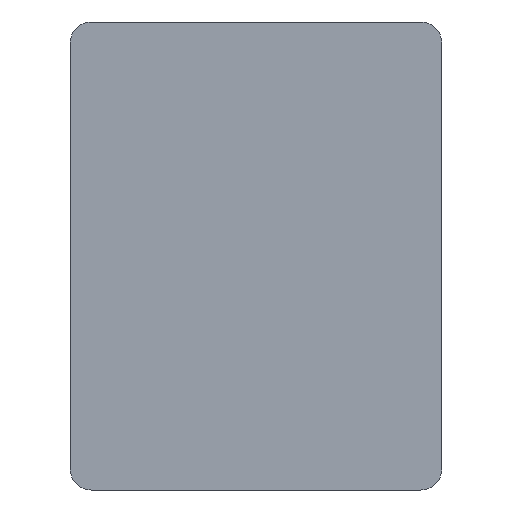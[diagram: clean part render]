
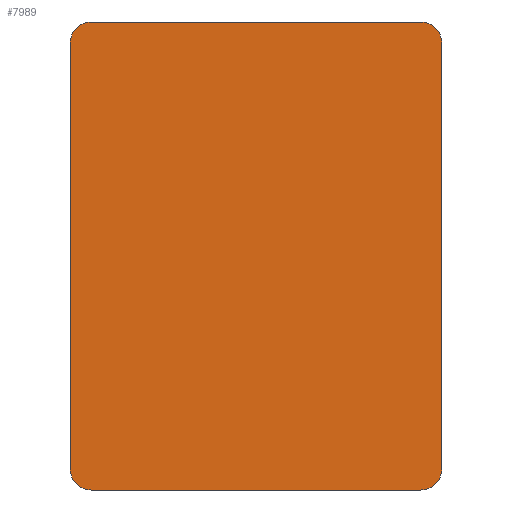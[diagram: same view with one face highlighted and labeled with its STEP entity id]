
A CAD part, front view. The second image highlights one B-rep face of the part: STEP entity #7989.
In plain terms, the highlighted planar face has unit normal (0, -1, 0).
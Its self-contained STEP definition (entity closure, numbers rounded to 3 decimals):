
#91=CIRCLE('',#8031,3.);
#92=CIRCLE('',#8034,3.);
#93=CIRCLE('',#8337,3.);
#94=CIRCLE('',#8340,3.);
#435=FACE_OUTER_BOUND('',#833,.T.);
#833=EDGE_LOOP('',(#7319,#7320,#7321,#7322,#7323,#7324,#7325,#7326));
#894=LINE('',#10332,#2030);
#949=LINE('',#10444,#2085);
#1966=LINE('',#12422,#3102);
#1969=LINE('',#12430,#3105);
#2030=VECTOR('',#8484,10.);
#2085=VECTOR('',#8545,10.);
#3102=VECTOR('',#10162,10.);
#3105=VECTOR('',#10171,10.);
#3155=VERTEX_POINT('',#10324);
#3156=VERTEX_POINT('',#10326);
#3157=VERTEX_POINT('',#10330);
#3210=VERTEX_POINT('',#10438);
#3211=VERTEX_POINT('',#10442);
#3872=VERTEX_POINT('',#12421);
#3873=VERTEX_POINT('',#12425);
#3874=VERTEX_POINT('',#12429);
#3944=EDGE_CURVE('',#3156,#3155,#91,.T.);
#3947=EDGE_CURVE('',#3155,#3157,#894,.T.);
#4001=EDGE_CURVE('',#3157,#3210,#92,.T.);
#4003=EDGE_CURVE('',#3210,#3211,#949,.T.);
#5020=EDGE_CURVE('',#3872,#3156,#1966,.T.);
#5022=EDGE_CURVE('',#3873,#3872,#93,.T.);
#5024=EDGE_CURVE('',#3874,#3873,#1969,.T.);
#5026=EDGE_CURVE('',#3211,#3874,#94,.T.);
#7319=ORIENTED_EDGE('',*,*,#5026,.T.);
#7320=ORIENTED_EDGE('',*,*,#5024,.T.);
#7321=ORIENTED_EDGE('',*,*,#5022,.T.);
#7322=ORIENTED_EDGE('',*,*,#5020,.T.);
#7323=ORIENTED_EDGE('',*,*,#3944,.T.);
#7324=ORIENTED_EDGE('',*,*,#3947,.T.);
#7325=ORIENTED_EDGE('',*,*,#4001,.T.);
#7326=ORIENTED_EDGE('',*,*,#4003,.T.);
#7655=PLANE('',#8341);
#7989=ADVANCED_FACE('',(#435),#7655,.T.);
#8031=AXIS2_PLACEMENT_3D('',#10327,#8478,#8479);
#8034=AXIS2_PLACEMENT_3D('',#10440,#8540,#8541);
#8337=AXIS2_PLACEMENT_3D('',#12426,#10166,#10167);
#8340=AXIS2_PLACEMENT_3D('',#12433,#10175,#10176);
#8341=AXIS2_PLACEMENT_3D('',#12434,#10177,#10178);
#8478=DIRECTION('center_axis',(0.,-1.,0.));
#8479=DIRECTION('ref_axis',(1.,0.,0.));
#8484=DIRECTION('',(-1.,0.,0.));
#8540=DIRECTION('center_axis',(0.,-1.,0.));
#8541=DIRECTION('ref_axis',(0.,0.,
1.));
#8545=DIRECTION('',(0.,0.,-1.));
#10162=DIRECTION('',(0.,0.,1.));
#10166=DIRECTION('center_axis',(0.,-1.,0.));
#10167=DIRECTION('ref_axis',(0.,0.,
-1.));
#10171=DIRECTION('',(1.,0.,0.));
#10175=DIRECTION('center_axis',(0.,-1.,0.));
#10176=DIRECTION('ref_axis',(-1.,0.,0.));
#10177=DIRECTION('center_axis',(0.,-1.,0.));
#10178=DIRECTION('ref_axis',(-1.,0.,0.));
#10324=CARTESIAN_POINT('',(47.325,-14.086,63.825));
#10326=CARTESIAN_POINT('',(50.325,-14.086,60.825));
#10327=CARTESIAN_POINT('Origin',(47.325,-14.086,60.825));
#10330=CARTESIAN_POINT('',(1.15,-14.086,63.825));
#10332=CARTESIAN_POINT('',(1.15,-14.086,63.825));
#10438=CARTESIAN_POINT('',(-1.85,-14.086,60.825));
#10440=CARTESIAN_POINT('Origin',(1.15,-14.086,60.825));
#10442=CARTESIAN_POINT('',(-1.85,-14.086,1.15));
#10444=CARTESIAN_POINT('',(-1.85,-14.086,1.15));
#12421=CARTESIAN_POINT('',(50.325,-14.086,1.15));
#12422=CARTESIAN_POINT('',(50.325,-14.086,60.825));
#12425=CARTESIAN_POINT('',(47.325,-14.086,-1.85));
#12426=CARTESIAN_POINT('Origin',(47.325,-14.086,1.15));
#12429=CARTESIAN_POINT('',(1.15,-14.086,-1.85));
#12430=CARTESIAN_POINT('',(47.325,-14.086,-1.85));
#12433=CARTESIAN_POINT('Origin',(1.15,-14.086,1.15));
#12434=CARTESIAN_POINT('Origin',(24.237,-14.086,30.987));
